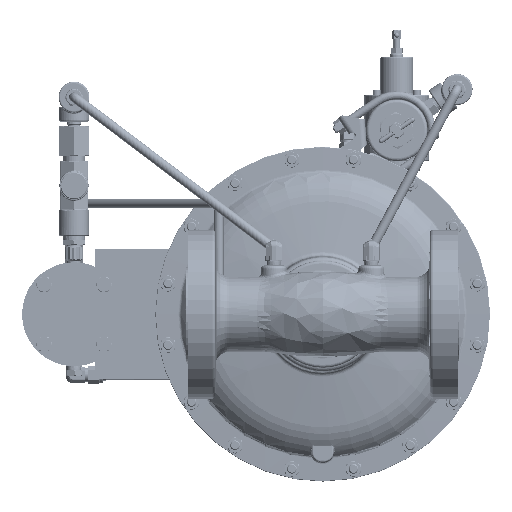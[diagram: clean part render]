
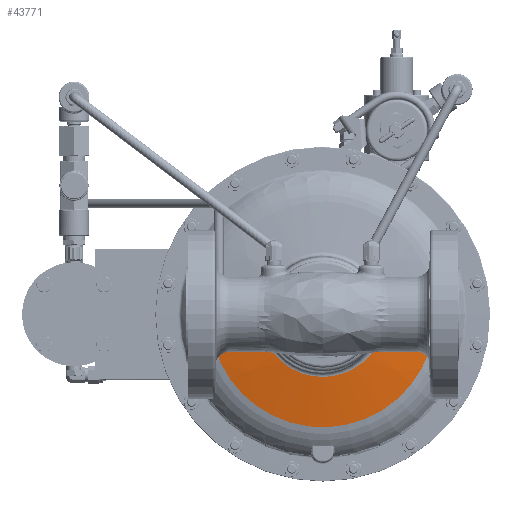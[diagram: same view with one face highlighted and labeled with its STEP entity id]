
A CAD part, front view. The second image highlights one B-rep face of the part: STEP entity #43771.
In plain terms, the highlighted spherical face has radius 584.2 mm.
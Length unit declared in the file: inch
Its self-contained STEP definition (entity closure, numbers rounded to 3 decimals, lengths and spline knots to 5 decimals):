
#3240 = CARTESIAN_POINT ( 'NONE',  ( -3.61557, 8.18732, -0.41789 ) ) ;
#4654 = ORIENTED_EDGE ( 'NONE', *, *, #20053, .F. ) ;
#5189 = CARTESIAN_POINT ( 'NONE',  ( -4.10486, 8.27343, -0.54887 ) ) ;
#20053 = EDGE_CURVE ( 'NONE', #241645, #51559, #176869, .T. ) ;
#26258 = CARTESIAN_POINT ( 'NONE',  ( -3.56762, 8.1789, -0.37194 ) ) ;
#30632 = AXIS2_PLACEMENT_3D ( 'NONE', #88363, #86394, #157139 ) ;
#32346 = CIRCLE ( 'NONE', #108276, 2.41202 ) ;
#43771 = ADVANCED_FACE ( 'NONE', ( #85413 ), #67751, .T. ) ;
#49017 = CARTESIAN_POINT ( 'NONE',  ( 0., 8.02435, 0. ) ) ;
#50621 = CARTESIAN_POINT ( 'NONE',  ( -3.45878, 8.1598, -0.18098 ) ) ;
#51559 = VERTEX_POINT ( 'NONE', #76877 ) ;
#52145 = CARTESIAN_POINT ( 'NONE',  ( -3.50429, 8.16778, -0.28188 ) ) ;
#56895 = CARTESIAN_POINT ( 'NONE',  ( -3.45878, 8.1598, -0.18098 ) ) ;
#58173 = DIRECTION ( 'NONE',  ( 0., 0., -1. ) ) ;
#61448 = ORIENTED_EDGE ( 'NONE', *, *, #182788, .T. ) ;
#67751 = SPHERICAL_SURFACE ( 'NONE', #30632, 23. ) ;
#68047 = EDGE_CURVE ( 'NONE', #165685, #171891, #86094, .T. ) ;
#69187 = EDGE_CURVE ( 'NONE', #247159, #51559, #32346, .T. ) ;
#71127 = CARTESIAN_POINT ( 'NONE',  ( -3.66711, 8.19638, -0.45919 ) ) ;
#72763 = ORIENTED_EDGE ( 'NONE', *, *, #229861, .T. ) ;
#73039 = CARTESIAN_POINT ( 'NONE',  ( -3.4934, 8.16587, -0.26226 ) ) ;
#74033 = CARTESIAN_POINT ( 'NONE',  ( -4.12625, 8.27721, -0.54393 ) ) ;
#76877 = CARTESIAN_POINT ( 'NONE',  ( -2.41202, 8.02435, 0. ) ) ;
#85413 = FACE_OUTER_BOUND ( 'NONE', #169005, .T. ) ;
#86094 = CIRCLE ( 'NONE', #251409, 4.34629 ) ;
#86394 = DIRECTION ( 'NONE',  ( 0., 0., 1. ) ) ;
#88363 = CARTESIAN_POINT ( 'NONE',  ( 0., 30.89752, 0. ) ) ;
#90440 = DIRECTION ( 'NONE',  ( 0., -1., 0. ) ) ;
#92343 = CIRCLE ( 'NONE', #276154, 23. ) ;
#92382 = DIRECTION ( 'NONE',  ( -1., 0., 0. ) ) ;
#93458 = CARTESIAN_POINT ( 'NONE',  ( -3.44132, 8.15673, -0.1216 ) ) ;
#95927 = CARTESIAN_POINT ( 'NONE',  ( -4.0404, 8.26207, -0.55985 ) ) ;
#97867 = CARTESIAN_POINT ( 'NONE',  ( -3.63235, 8.19027, -0.43231 ) ) ;
#108276 = AXIS2_PLACEMENT_3D ( 'NONE', #49017, #184585, #164571 ) ;
#108463 = B_SPLINE_CURVE_WITH_KNOTS ( 'NONE', 3,
 ( #231941, #278736, #117428, #93458, #164229, #50621 ),
 .UNSPECIFIED., .F., .F.,
 ( 4, 2, 4 ),
 ( 0.00467, 0.007, 0.00934 ),
 .UNSPECIFIED. ) ;
#116754 = DIRECTION ( 'NONE',  ( 0., 0., 1. ) ) ;
#116978 = CARTESIAN_POINT ( 'NONE',  ( -3.68526, 8.19957, -0.4714 ) ) ;
#117428 = CARTESIAN_POINT ( 'NONE',  ( -3.43145, 8.155, -0.06117 ) ) ;
#119402 = ORIENTED_EDGE ( 'NONE', *, *, #213268, .T. ) ;
#120895 = CARTESIAN_POINT ( 'NONE',  ( -3.80339, 8.22034, -0.52923 ) ) ;
#125059 = VERTEX_POINT ( 'NONE', #56895 ) ;
#127008 = ORIENTED_EDGE ( 'NONE', *, *, #68047, .T. ) ;
#142218 = CARTESIAN_POINT ( 'NONE',  ( -4.3229, 8.31191, -0.45036 ) ) ;
#142850 = CARTESIAN_POINT ( 'NONE',  ( -3.60734, 8.18588, -0.41039 ) ) ;
#157139 = DIRECTION ( 'NONE',  ( 1., 0., 0. ) ) ;
#162798 = CARTESIAN_POINT ( 'NONE',  ( -4.24932, 8.29892, -0.49841 ) ) ;
#163760 = CARTESIAN_POINT ( 'NONE',  ( -3.4659, 8.16105, -0.20185 ) ) ;
#164229 = CARTESIAN_POINT ( 'NONE',  ( -3.4488, 8.15805, -0.15172 ) ) ;
#164571 = DIRECTION ( 'NONE',  ( 1., 0., 0. ) ) ;
#165685 = VERTEX_POINT ( 'NONE', #142218 ) ;
#169005 = EDGE_LOOP ( 'NONE', ( #4654, #72763, #61448, #127008, #119402, #211025 ) ) ;
#171891 = VERTEX_POINT ( 'NONE', #203082 ) ;
#172710 = CARTESIAN_POINT ( 'NONE',  ( 0., 30.89752, 0. ) ) ;
#173995 = CARTESIAN_POINT ( 'NONE',  ( 2.41202, 8.02435, 0. ) ) ;
#176869 = CIRCLE ( 'NONE', #200579, 23. ) ;
#182788 = EDGE_CURVE ( 'NONE', #125059, #165685, #275420, .T. ) ;
#184585 = DIRECTION ( 'NONE',  ( 0., 1., 0. ) ) ;
#185725 = CARTESIAN_POINT ( 'NONE',  ( -4.3229, 8.31191, -0.45036 ) ) ;
#186684 = CARTESIAN_POINT ( 'NONE',  ( -3.99686, 8.2544, -0.56217 ) ) ;
#187668 = CARTESIAN_POINT ( 'NONE',  ( -3.74238, 8.20961, -0.50368 ) ) ;
#188675 = CARTESIAN_POINT ( 'NONE',  ( -3.47424, 8.16251, -0.22229 ) ) ;
#189444 = CARTESIAN_POINT ( 'NONE',  ( 0., 30.89752, 0. ) ) ;
#200579 = AXIS2_PLACEMENT_3D ( 'NONE', #189444, #116754, #212274 ) ;
#203082 = CARTESIAN_POINT ( 'NONE',  ( 4.34629, 8.31191, 0. ) ) ;
#208605 = CARTESIAN_POINT ( 'NONE',  ( -3.78273, 8.21671, -0.52152 ) ) ;
#209590 = CARTESIAN_POINT ( 'NONE',  ( -4.16858, 8.28467, -0.53148 ) ) ;
#210574 = CARTESIAN_POINT ( 'NONE',  ( -3.45878, 8.1598, -0.18098 ) ) ;
#211025 = ORIENTED_EDGE ( 'NONE', *, *, #69187, .T. ) ;
#212274 = DIRECTION ( 'NONE',  ( 1., 0., 0. ) ) ;
#213268 = EDGE_CURVE ( 'NONE', #171891, #247159, #92343, .T. ) ;
#229861 = EDGE_CURVE ( 'NONE', #241645, #125059, #108463, .T. ) ;
#231941 = CARTESIAN_POINT ( 'NONE',  ( -3.42898, 8.15457, 0. ) ) ;
#232463 = CARTESIAN_POINT ( 'NONE',  ( -3.90884, 8.2389, -0.55644 ) ) ;
#241645 = VERTEX_POINT ( 'NONE', #289489 ) ;
#247159 = VERTEX_POINT ( 'NONE', #173995 ) ;
#251409 = AXIS2_PLACEMENT_3D ( 'NONE', #274745, #90440, #92382 ) ;
#253419 = CARTESIAN_POINT ( 'NONE',  ( -3.64091, 8.19178, -0.43924 ) ) ;
#255375 = CARTESIAN_POINT ( 'NONE',  ( -4.18918, 8.28831, -0.52407 ) ) ;
#257335 = CARTESIAN_POINT ( 'NONE',  ( -3.72289, 8.20618, -0.49364 ) ) ;
#274745 = CARTESIAN_POINT ( 'NONE',  ( 0., 8.31191, 0. ) ) ;
#275420 = B_SPLINE_CURVE_WITH_KNOTS ( 'NONE', 3,
 ( #210574, #163760, #188675, #73039, #52145, #279262, #26258, #142850, #3240, #97867, #253419, #71127, #116978, #257335, #187668, #208605, #120895, #276329, #232463, #186684, #95927, #5189, #74033, #209590, #255375, #162798, #278293, #185725 ),
 .UNSPECIFIED., .F., .F.,
 ( 4, 2, 2, 2, 2, 2, 2, 2, 2, 2, 2, 2, 2, 4 ),
 ( 0.03624, 0.03792, 0.03961, 0.04297, 0.04381, 0.04465, 0.04634, 0.04802, 0.0497, 0.05307, 0.05643, 0.05812, 0.0598, 0.06316 ),
 .UNSPECIFIED. ) ;
#276154 = AXIS2_PLACEMENT_3D ( 'NONE', #172710, #58173, #283331 ) ;
#276329 = CARTESIAN_POINT ( 'NONE',  ( -3.86599, 8.23135, -0.54851 ) ) ;
#278293 = CARTESIAN_POINT ( 'NONE',  ( -4.28725, 8.30562, -0.47677 ) ) ;
#278736 = CARTESIAN_POINT ( 'NONE',  ( -3.42898, 8.15457, -0.03071 ) ) ;
#279262 = CARTESIAN_POINT ( 'NONE',  ( -3.53987, 8.17403, -0.33789 ) ) ;
#283331 = DIRECTION ( 'NONE',  ( -1., 0., 0. ) ) ;
#289489 = CARTESIAN_POINT ( 'NONE',  ( -3.42898, 8.15457, 0. ) ) ;
